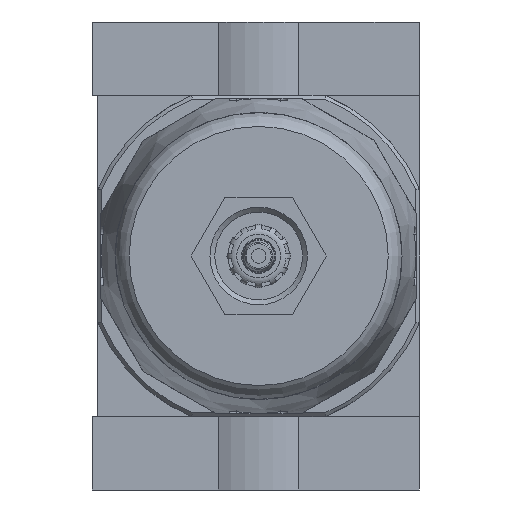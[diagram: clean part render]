
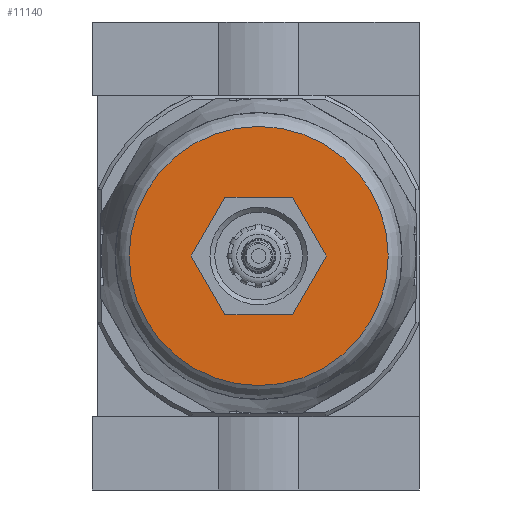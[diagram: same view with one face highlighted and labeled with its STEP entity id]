
A CAD part, front view. The second image highlights one B-rep face of the part: STEP entity #11140.
In plain terms, the highlighted planar face has unit normal (0, -1, 0).
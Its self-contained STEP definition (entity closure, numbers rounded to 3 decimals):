
#773=CIRCLE('',#11892,26.576);
#2464=ORIENTED_EDGE('',*,*,#4125,.T.);
#2465=ORIENTED_EDGE('',*,*,#4274,.T.);
#2466=ORIENTED_EDGE('',*,*,#4289,.T.);
#2467=ORIENTED_EDGE('',*,*,#4286,.T.);
#2468=ORIENTED_EDGE('',*,*,#4283,.T.);
#2469=ORIENTED_EDGE('',*,*,#4280,.T.);
#2470=ORIENTED_EDGE('',*,*,#4277,.T.);
#4125=EDGE_CURVE('',#5249,#5249,#773,.F.);
#4274=EDGE_CURVE('',#5332,#5331,#6026,.T.);
#4277=EDGE_CURVE('',#5334,#5332,#6029,.T.);
#4280=EDGE_CURVE('',#5336,#5334,#6032,.T.);
#4283=EDGE_CURVE('',#5338,#5336,#6035,.T.);
#4286=EDGE_CURVE('',#5340,#5338,#6038,.T.);
#4289=EDGE_CURVE('',#5331,#5340,#6041,.T.);
#5249=VERTEX_POINT('',#16793);
#5331=VERTEX_POINT('',#17297);
#5332=VERTEX_POINT('',#17299);
#5334=VERTEX_POINT('',#17305);
#5336=VERTEX_POINT('',#17311);
#5338=VERTEX_POINT('',#17317);
#5340=VERTEX_POINT('',#17323);
#6026=LINE('',#17298,#6622);
#6029=LINE('',#17304,#6625);
#6032=LINE('',#17310,#6628);
#6035=LINE('',#17316,#6631);
#6038=LINE('',#17322,#6634);
#6041=LINE('',#17327,#6637);
#6622=VECTOR('',#13884,1000.);
#6625=VECTOR('',#13889,1000.);
#6628=VECTOR('',#13894,1000.);
#6631=VECTOR('',#13899,1000.);
#6634=VECTOR('',#13904,1000.);
#6637=VECTOR('',#13909,1000.);
#7285=EDGE_LOOP('',(#2464));
#7286=EDGE_LOOP('',(#2465,#2466,#2467,#2468,#2469,#2470));
#8025=FACE_BOUND('',#7285,.T.);
#8026=FACE_BOUND('',#7286,.T.);
#8567=PLANE('',#11989);
#11140=ADVANCED_FACE('',(#8025,#8026),#8567,.F.);
#11892=AXIS2_PLACEMENT_3D('',#16792,#13628,#13629);
#11989=AXIS2_PLACEMENT_3D('',#17328,#13910,#13911);
#13628=DIRECTION('',(0.,1.,0.));
#13629=DIRECTION('',(0.,0.,1.));
#13884=DIRECTION('',(0.,0.,1.));
#13889=DIRECTION('',(-0.866,0.,0.5));
#13894=DIRECTION('',(-0.866,0.,-0.5));
#13899=DIRECTION('',(0.,0.,-1.));
#13904=DIRECTION('',(0.866,0.,-0.5));
#13909=DIRECTION('',(0.866,0.,0.5));
#13910=DIRECTION('',(0.,1.,0.));
#13911=DIRECTION('',(0.,0.,1.));
#16792=CARTESIAN_POINT('',(0.,-164.,0.));
#16793=CARTESIAN_POINT('',(0.,-164.,26.576));
#17297=CARTESIAN_POINT('',(-12.,-164.,6.928));
#17298=CARTESIAN_POINT('',(-12.,-164.,-6.928));
#17299=CARTESIAN_POINT('',(-12.,-164.,-6.928));
#17304=CARTESIAN_POINT('',(0.,-164.,-13.856));
#17305=CARTESIAN_POINT('',(0.,-164.,-13.856));
#17310=CARTESIAN_POINT('',(12.,-164.,-6.928));
#17311=CARTESIAN_POINT('',(12.,-164.,-6.928));
#17316=CARTESIAN_POINT('',(12.,-164.,6.928));
#17317=CARTESIAN_POINT('',(12.,-164.,6.928));
#17322=CARTESIAN_POINT('',(0.,-164.,13.856));
#17323=CARTESIAN_POINT('',(0.,-164.,13.856));
#17327=CARTESIAN_POINT('',(-12.,-164.,6.928));
#17328=CARTESIAN_POINT('',(0.,-164.,0.));
